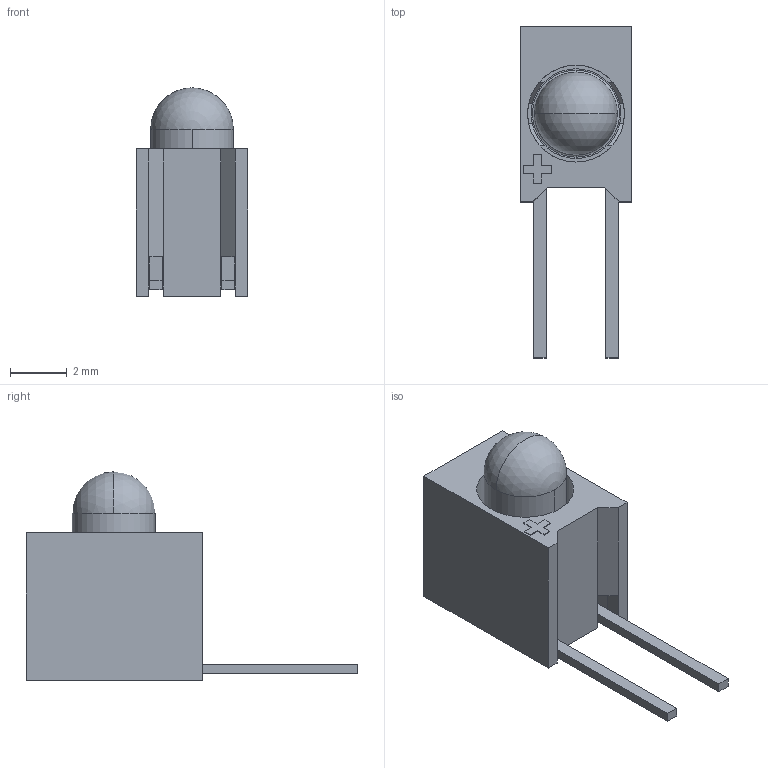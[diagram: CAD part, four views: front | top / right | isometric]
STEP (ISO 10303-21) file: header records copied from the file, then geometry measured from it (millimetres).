
FILE_DESCRIPTION (( 'STEP AP214' ), '1' );
FILE_NAME ('5608Fx.STEP', '2018-10-02T21:14:49', ( 'user' ), ( 'Microsoft' ), 'SwSTEP 2.0', 'SolidWorks 2018', '' );
FILE_SCHEMA (( 'AUTOMOTIVE_DESIGN' ));
Length unit declared in the file: inch
Products named in the file (3): T-1 LED_T-1 LED 5650-52 SERIES; F15202BKRY-B8380; 5608Fx
Assembly tree (2 placements, depth 2):
  5608Fx
    F15202BKRY-B8380
    T-1 LED_T-1 LED 5650-52 SERIES
Bounding box: 3.94 x 11.73 x 7.37 mm (x, y, z)
Volume: 110.4 mm3; surface area: 302.9 mm2
Topology: 2 solids, 2 shells, 97 faces, 260 edges, 167 vertices
Faces by surface type: plane 87, cylinder 6, torus 2, sphere 2
Entity records: 3389 total; most frequent: CARTESIAN_POINT 545, ORIENTED_EDGE 516, DIRECTION 480, EDGE_CURVE 258, LINE 228, VECTOR 228, VERTEX_POINT 167, AXIS2_PLACEMENT_3D 126
